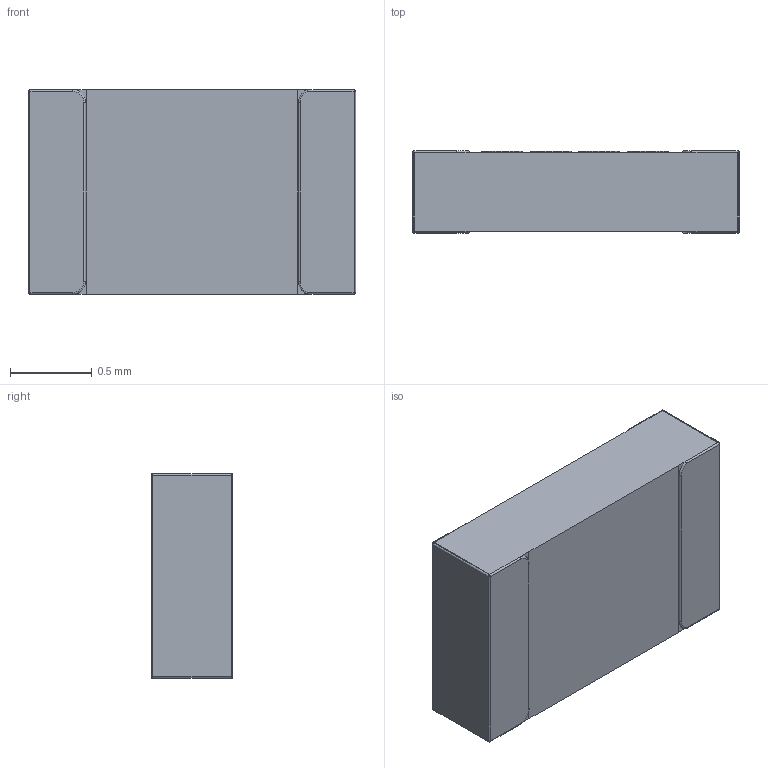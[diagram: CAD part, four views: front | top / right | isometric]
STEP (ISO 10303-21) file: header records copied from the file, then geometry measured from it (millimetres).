
FILE_DESCRIPTION(/* description */ (''),/* implementation_level */ '2;1');
FILE_NAME(/* name */ 'res_0805.stp',/* time_stamp */ '2017-02-09T19:42:34-05:00',/* author */ (''),/* organization */ (''),/* preprocessor_version */ 'ST-DEVELOPER v16.5',/* originating_system */ 'Autodesk Translation Framework v5.2.0.2920',/* authorisation */ '');
FILE_SCHEMA (('AUTOMOTIVE_DESIGN { 1 0 10303 214 3 1 1 }'));
Length unit declared in the file: millimetre
Products named in the file (1): res0805 v2
Bounding box: 2 x 0.5 x 1.25 mm (x, y, z)
Volume: 1.2 mm3; surface area: 8.7 mm2
Topology: 5 solids, 5 shells, 148 faces, 388 edges, 244 vertices
Faces by surface type: bspline 79, plane 33, cylinder 20, torus 8, sphere 8
Entity records: 5339 total; most frequent: CARTESIAN_POINT 2118, ORIENTED_EDGE 764, DIRECTION 420, EDGE_CURVE 382, VERTEX_POINT 244, LINE 168, VECTOR 168, B_SPLINE_CURVE_WITH_KNOTS 158
